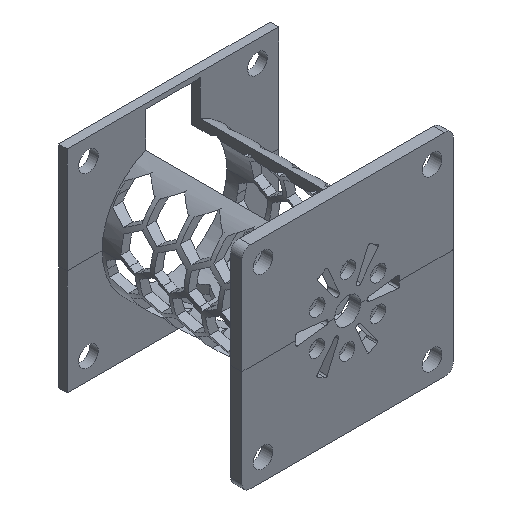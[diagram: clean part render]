
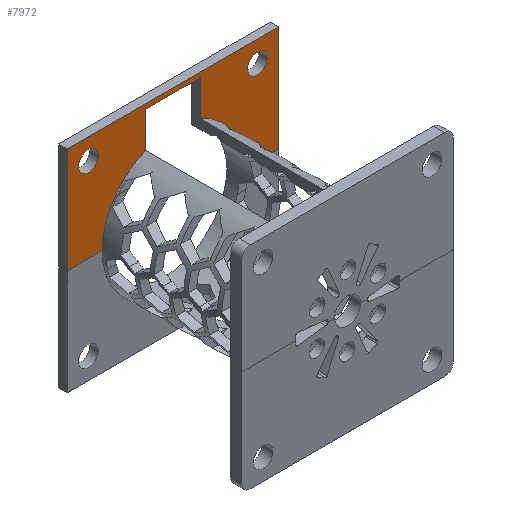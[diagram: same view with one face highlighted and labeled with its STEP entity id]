
A CAD part, isometric view. The second image highlights one B-rep face of the part: STEP entity #7972.
In plain terms, the highlighted planar face has unit normal (0, -1, 0).
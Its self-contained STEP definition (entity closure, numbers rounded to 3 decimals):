
#76=FACE_BOUND('',#1298,.T.);
#77=FACE_BOUND('',#1299,.T.);
#830=FACE_OUTER_BOUND('',#1297,.T.);
#1297=EDGE_LOOP('',(#6465,#6466,#6467,#6468,#6469,#6470,#6471,#6472,#6473,
#6474));
#1298=EDGE_LOOP('',(#6475));
#1299=EDGE_LOOP('',(#6476));
#1590=CIRCLE('',#8797,25.125);
#1592=CIRCLE('',#8799,25.125);
#1608=CIRCLE('',#8877,3.5);
#1609=CIRCLE('',#8878,3.5);
#2039=LINE('',#13295,#2635);
#2043=LINE('',#13304,#2639);
#2063=LINE('',#13400,#2659);
#2066=LINE('',#13599,#2662);
#2069=LINE('',#13604,#2665);
#2070=LINE('',#13606,#2666);
#2071=LINE('',#13608,#2667);
#2072=LINE('',#13609,#2668);
#2635=VECTOR('',#10704,10.);
#2639=VECTOR('',#10710,10.);
#2659=VECTOR('',#10822,10.);
#2662=VECTOR('',#11035,10.);
#2665=VECTOR('',#11040,10.);
#2666=VECTOR('',#11041,10.);
#2667=VECTOR('',#11042,10.);
#2668=VECTOR('',#11043,10.);
#3361=VERTEX_POINT('',#13292);
#3362=VERTEX_POINT('',#13294);
#3365=VERTEX_POINT('',#13302);
#3366=VERTEX_POINT('',#13303);
#3396=VERTEX_POINT('',#13398);
#3415=VERTEX_POINT('',#13445);
#3418=VERTEX_POINT('',#13451);
#3487=VERTEX_POINT('',#13598);
#3489=VERTEX_POINT('',#13605);
#3490=VERTEX_POINT('',#13607);
#3491=VERTEX_POINT('',#13610);
#3492=VERTEX_POINT('',#13612);
#4389=EDGE_CURVE('',#3362,#3361,#2039,.T.);
#4393=EDGE_CURVE('',#3365,#3366,#2043,.T.);
#4443=EDGE_CURVE('',#3361,#3396,#2063,.T.);
#4469=EDGE_CURVE('',#3415,#3362,#1590,.T.);
#4473=EDGE_CURVE('',#3366,#3418,#1592,.T.);
#4549=EDGE_CURVE('',#3487,#3365,#2066,.T.);
#4552=EDGE_CURVE('',#3396,#3487,#2069,.T.);
#4553=EDGE_CURVE('',#3418,#3489,#2070,.T.);
#4554=EDGE_CURVE('',#3489,#3490,#2071,.T.);
#4555=EDGE_CURVE('',#3490,#3415,#2072,.T.);
#4556=EDGE_CURVE('',#3491,#3491,#1608,.T.);
#4557=EDGE_CURVE('',#3492,#3492,#1609,.T.);
#6465=ORIENTED_EDGE('',*,*,#4389,.T.);
#6466=ORIENTED_EDGE('',*,*,#4443,.T.);
#6467=ORIENTED_EDGE('',*,*,#4552,.T.);
#6468=ORIENTED_EDGE('',*,*,#4549,.T.);
#6469=ORIENTED_EDGE('',*,*,#4393,.T.);
#6470=ORIENTED_EDGE('',*,*,#4473,.T.);
#6471=ORIENTED_EDGE('',*,*,#4553,.T.);
#6472=ORIENTED_EDGE('',*,*,#4554,.T.);
#6473=ORIENTED_EDGE('',*,*,#4555,.T.);
#6474=ORIENTED_EDGE('',*,*,#4469,.T.);
#6475=ORIENTED_EDGE('',*,*,#4556,.F.);
#6476=ORIENTED_EDGE('',*,*,#4557,.F.);
#7586=PLANE('',#8876);
#7972=ADVANCED_FACE('',(#830,#76,#77),#7586,.F.);
#8797=AXIS2_PLACEMENT_3D('',#13446,#10875,#10876);
#8799=AXIS2_PLACEMENT_3D('',#13453,#10881,#10882);
#8876=AXIS2_PLACEMENT_3D('',#13603,#11038,#11039);
#8877=AXIS2_PLACEMENT_3D('',#13611,#11044,#11045);
#8878=AXIS2_PLACEMENT_3D('',#13613,#11046,#11047);
#10704=DIRECTION('',(1.,0.,0.));
#10710=DIRECTION('',(1.,0.,0.));
#10822=DIRECTION('',(0.,0.,1.));
#10875=DIRECTION('center_axis',(0.,1.,0.));
#10876=DIRECTION('ref_axis',(1.,0.,0.));
#10881=DIRECTION('center_axis',(0.,1.,0.));
#10882=DIRECTION('ref_axis',(1.,0.,0.));
#11035=DIRECTION('',(0.,0.,-1.));
#11038=DIRECTION('center_axis',(0.,1.,0.));
#11039=DIRECTION('ref_axis',(-1.,0.,0.));
#11040=DIRECTION('',(-1.,0.,0.));
#11041=DIRECTION('',(0.,0.,1.));
#11042=DIRECTION('',(1.,0.,0.));
#11043=DIRECTION('',(0.,0.,-1.));
#11044=DIRECTION('center_axis',(0.,-1.,0.));
#11045=DIRECTION('ref_axis',(-1.,0.,0.));
#11046=DIRECTION('center_axis',(0.,-1.,0.));
#11047=DIRECTION('ref_axis',(-1.,0.,0.));
#13292=CARTESIAN_POINT('',(37.5,58.02,0.));
#13294=CARTESIAN_POINT('',(25.125,58.02,0.));
#13295=CARTESIAN_POINT('',(0.,58.02,0.));
#13302=CARTESIAN_POINT('',(-37.5,58.02,0.));
#13303=CARTESIAN_POINT('',(-25.125,58.02,0.));
#13304=CARTESIAN_POINT('',(0.,58.02,0.));
#13398=CARTESIAN_POINT('',(37.5,58.02,37.5));
#13400=CARTESIAN_POINT('',(37.5,58.02,-37.5));
#13445=CARTESIAN_POINT('',(9.7,58.02,23.177));
#13446=CARTESIAN_POINT('Origin',(0.,58.02,0.));
#13451=CARTESIAN_POINT('',(-9.7,58.02,23.177));
#13453=CARTESIAN_POINT('Origin',(0.,58.02,0.));
#13598=CARTESIAN_POINT('',(-37.5,58.02,37.5));
#13599=CARTESIAN_POINT('',(-37.5,58.02,37.5));
#13603=CARTESIAN_POINT('Origin',(0.,58.02,0.));
#13604=CARTESIAN_POINT('',(37.5,58.02,37.5));
#13605=CARTESIAN_POINT('',(-9.7,58.02,35.75));
#13606=CARTESIAN_POINT('',(-9.7,58.02,17.875));
#13607=CARTESIAN_POINT('',(9.7,58.02,35.75));
#13608=CARTESIAN_POINT('',(4.85,58.02,35.75));
#13609=CARTESIAN_POINT('',(9.7,58.02,9.943));
#13610=CARTESIAN_POINT('',(33.5,58.02,30.));
#13611=CARTESIAN_POINT('Origin',(30.,58.02,30.));
#13612=CARTESIAN_POINT('',(-26.5,58.02,30.));
#13613=CARTESIAN_POINT('Origin',(-30.,58.02,30.));
